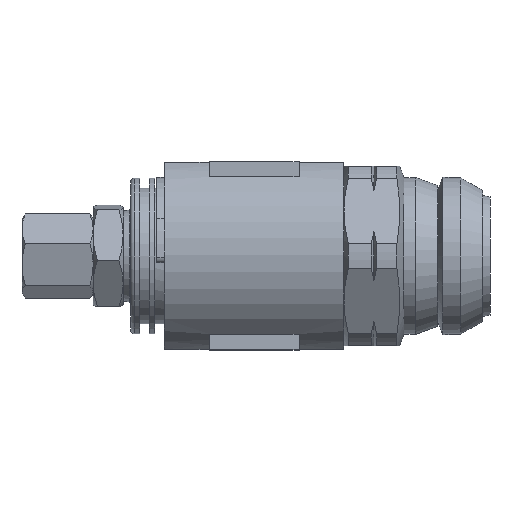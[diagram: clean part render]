
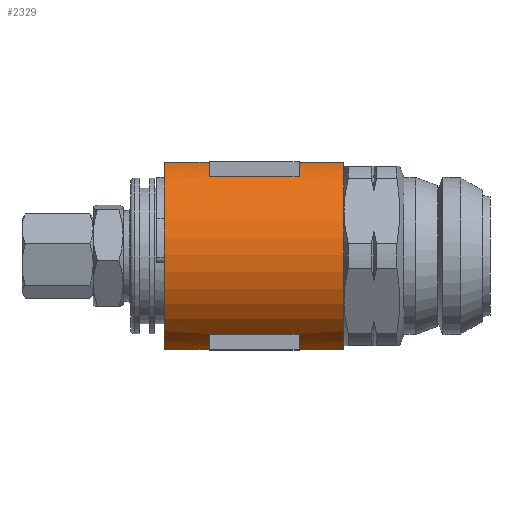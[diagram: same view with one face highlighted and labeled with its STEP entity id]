
A CAD part, left-side view. The second image highlights one B-rep face of the part: STEP entity #2329.
In plain terms, the highlighted cylindrical face has radius 13.5 mm (diameter 27 mm), a partial arc.
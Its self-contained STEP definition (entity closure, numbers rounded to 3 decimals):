
#13 = CARTESIAN_POINT ( 'NONE',  ( -5.196, 19.5, -12.46 ) ) ;
#29 = CARTESIAN_POINT ( 'NONE',  ( -5.004, 19.5, 12.538 ) ) ;
#657 = EDGE_CURVE ( 'NONE', #5855, #5856, #1794, .T. ) ;
#693 = EDGE_CURVE ( 'NONE', #5878, #5855, #1857, .T. ) ;
#696 = EDGE_CURVE ( 'NONE', #5880, #5878, #1863, .T. ) ;
#699 = EDGE_CURVE ( 'NONE', #5882, #5880, #1868, .T. ) ;
#702 = EDGE_CURVE ( 'NONE', #5884, #5882, #1874, .T. ) ;
#703 = EDGE_CURVE ( 'NONE', #3013, #5884, #1876, .T. ) ;
#708 = EDGE_CURVE ( 'NONE', #5886, #5883, #1881, .T. ) ;
#716 = EDGE_CURVE ( 'NONE', #5885, #3014, #1898, .T. ) ;
#719 = EDGE_CURVE ( 'NONE', #5893, #5885, #1900, .T. ) ;
#721 = EDGE_CURVE ( 'NONE', #5883, #5893, #1909, .T. ) ;
#722 = EDGE_CURVE ( 'NONE', #5856, #5886, #1911, .T. ) ;
#742 = AXIS2_PLACEMENT_3D ( 'NONE', #2355, #2356, #2357 ) ;
#751 = AXIS2_PLACEMENT_3D ( 'NONE', #1360, #1361, #1362 ) ;
#752 = AXIS2_PLACEMENT_3D ( 'NONE', #1373, #1374, #1375 ) ;
#753 = AXIS2_PLACEMENT_3D ( 'NONE', #1386, #1387, #1388 ) ;
#866 = AXIS2_PLACEMENT_3D ( 'NONE', #1408, #1409, #1410 ) ;
#933 = AXIS2_PLACEMENT_3D ( 'NONE', #6886, #6887, #6888 ) ;
#1352 = CARTESIAN_POINT ( 'NONE',  ( -5.004, 47.5, 12.538 ) ) ;
#1353 = DIRECTION ( 'NONE',  ( 0., -1., 0. ) ) ;
#1360 = CARTESIAN_POINT ( 'NONE',  ( 0., 25.5, 0. ) ) ;
#1361 = DIRECTION ( 'NONE',  ( 0., 1., 0. ) ) ;
#1362 = DIRECTION ( 'NONE',  ( -0.008, 0., -1. ) ) ;
#1363 = DIRECTION ( 'NONE',  ( 0., -1., 0. ) ) ;
#1365 = CARTESIAN_POINT ( 'NONE',  ( -8.419, 47.5, 10.553 ) ) ;
#1366 = DIRECTION ( 'NONE',  ( 0., -1., 0. ) ) ;
#1368 = CARTESIAN_POINT ( 'NONE',  ( -5.004, 47.5, 12.538 ) ) ;
#1373 = CARTESIAN_POINT ( 'NONE',  ( 0., 37.5, 0. ) ) ;
#1374 = DIRECTION ( 'NONE',  ( 0., -1., 0. ) ) ;
#1375 = DIRECTION ( 'NONE',  ( 0.008, 0., 1. ) ) ;
#1384 = CARTESIAN_POINT ( 'NONE',  ( -5.196, 47.5, -12.46 ) ) ;
#1386 = CARTESIAN_POINT ( 'NONE',  ( 0., 25.5, 0. ) ) ;
#1387 = DIRECTION ( 'NONE',  ( 0., 1., 0. ) ) ;
#1388 = DIRECTION ( 'NONE',  ( -0.008, 0., -1. ) ) ;
#1401 = DIRECTION ( 'NONE',  ( 0., 1., 0. ) ) ;
#1408 = CARTESIAN_POINT ( 'NONE',  ( 0., 37.5, 0. ) ) ;
#1409 = DIRECTION ( 'NONE',  ( 0., -1., 0. ) ) ;
#1410 = DIRECTION ( 'NONE',  ( 0.008, 0., 1. ) ) ;
#1411 = CARTESIAN_POINT ( 'NONE',  ( -8.58, 47.5, -10.422 ) ) ;
#1412 = DIRECTION ( 'NONE',  ( 0., 1., 0. ) ) ;
#1413 = CARTESIAN_POINT ( 'NONE',  ( -5.196, 47.5, -12.46 ) ) ;
#1414 = DIRECTION ( 'NONE',  ( 0., 1., 0. ) ) ;
#1794 = CIRCLE ( 'NONE', #742, 13.5 ) ;
#1857 = LINE ( 'NONE', #1352, #1860 ) ;
#1860 = VECTOR ( 'NONE', #1353, 1000. ) ;
#1863 = CIRCLE ( 'NONE', #751, 13.5 ) ;
#1868 = LINE ( 'NONE', #1365, #1871 ) ;
#1871 = VECTOR ( 'NONE', #1366, 1000. ) ;
#1874 = CIRCLE ( 'NONE', #752, 13.5 ) ;
#1876 = LINE ( 'NONE', #1368, #1878 ) ;
#1878 = VECTOR ( 'NONE', #1363, 1000. ) ;
#1881 = CIRCLE ( 'NONE', #753, 13.5 ) ;
#1898 = LINE ( 'NONE', #1384, #1903 ) ;
#1900 = CIRCLE ( 'NONE', #866, 13.5 ) ;
#1903 = VECTOR ( 'NONE', #1401, 1000. ) ;
#1909 = LINE ( 'NONE', #1411, #1912 ) ;
#1911 = LINE ( 'NONE', #1413, #1914 ) ;
#1912 = VECTOR ( 'NONE', #1412, 1000. ) ;
#1914 = VECTOR ( 'NONE', #1414, 1000. ) ;
#2041 = EDGE_CURVE ( 'NONE', #3014, #3013, #7858, .T. ) ;
#2329 = ADVANCED_FACE ( 'NONE', ( #5784 ), #5785, .T. ) ;
#2355 = CARTESIAN_POINT ( 'NONE',  ( 0., 19.5, 0. ) ) ;
#2356 = DIRECTION ( 'NONE',  ( 0., -1., 0. ) ) ;
#2357 = DIRECTION ( 'NONE',  ( 0.008, 0., 1. ) ) ;
#3013 = VERTEX_POINT ( 'NONE', #4903 ) ;
#3014 = VERTEX_POINT ( 'NONE', #4904 ) ;
#3492 = CARTESIAN_POINT ( 'NONE',  ( -5.004, 25.5, 12.538 ) ) ;
#3494 = CARTESIAN_POINT ( 'NONE',  ( -8.419, 25.5, 10.553 ) ) ;
#3496 = CARTESIAN_POINT ( 'NONE',  ( -8.419, 37.5, 10.553 ) ) ;
#3497 = CARTESIAN_POINT ( 'NONE',  ( -8.58, 25.5, -10.422 ) ) ;
#3498 = CARTESIAN_POINT ( 'NONE',  ( -5.004, 37.5, 12.538 ) ) ;
#3499 = CARTESIAN_POINT ( 'NONE',  ( -5.196, 37.5, -12.46 ) ) ;
#3500 = CARTESIAN_POINT ( 'NONE',  ( -5.196, 25.5, -12.46 ) ) ;
#3507 = CARTESIAN_POINT ( 'NONE',  ( -8.58, 37.5, -10.422 ) ) ;
#4599 = EDGE_LOOP ( 'NONE', ( #6415, #6416, #6417, #6418, #6419, #6420, #6421, #6422, #6423, #6424, #6425, #6426 ) ) ;
#4903 = CARTESIAN_POINT ( 'NONE',  ( -5.004, 43.5, 12.538 ) ) ;
#4904 = CARTESIAN_POINT ( 'NONE',  ( -5.196, 43.5, -12.46 ) ) ;
#5556 = AXIS2_PLACEMENT_3D ( 'NONE', #6233, #6229, #6230 ) ;
#5784 = FACE_OUTER_BOUND ( 'NONE', #4599, .T. ) ;
#5785 = CYLINDRICAL_SURFACE ( 'NONE', #5556, 13.5 ) ;
#5855 = VERTEX_POINT ( 'NONE', #29 ) ;
#5856 = VERTEX_POINT ( 'NONE', #13 ) ;
#5878 = VERTEX_POINT ( 'NONE', #3492 ) ;
#5880 = VERTEX_POINT ( 'NONE', #3494 ) ;
#5882 = VERTEX_POINT ( 'NONE', #3496 ) ;
#5883 = VERTEX_POINT ( 'NONE', #3497 ) ;
#5884 = VERTEX_POINT ( 'NONE', #3498 ) ;
#5885 = VERTEX_POINT ( 'NONE', #3499 ) ;
#5886 = VERTEX_POINT ( 'NONE', #3500 ) ;
#5893 = VERTEX_POINT ( 'NONE', #3507 ) ;
#6229 = DIRECTION ( 'NONE',  ( 0., 1., 0. ) ) ;
#6230 = DIRECTION ( 'NONE',  ( 0.008, 0., 1. ) ) ;
#6233 = CARTESIAN_POINT ( 'NONE',  ( 0., 47.5, 0. ) ) ;
#6415 = ORIENTED_EDGE ( 'NONE', *, *, #2041, .F. ) ;
#6416 = ORIENTED_EDGE ( 'NONE', *, *, #716, .F. ) ;
#6417 = ORIENTED_EDGE ( 'NONE', *, *, #719, .F. ) ;
#6418 = ORIENTED_EDGE ( 'NONE', *, *, #721, .F. ) ;
#6419 = ORIENTED_EDGE ( 'NONE', *, *, #708, .F. ) ;
#6420 = ORIENTED_EDGE ( 'NONE', *, *, #722, .F. ) ;
#6421 = ORIENTED_EDGE ( 'NONE', *, *, #657, .F. ) ;
#6422 = ORIENTED_EDGE ( 'NONE', *, *, #693, .F. ) ;
#6423 = ORIENTED_EDGE ( 'NONE', *, *, #696, .F. ) ;
#6424 = ORIENTED_EDGE ( 'NONE', *, *, #699, .F. ) ;
#6425 = ORIENTED_EDGE ( 'NONE', *, *, #702, .F. ) ;
#6426 = ORIENTED_EDGE ( 'NONE', *, *, #703, .F. ) ;
#6886 = CARTESIAN_POINT ( 'NONE',  ( 0., 43.5, 0. ) ) ;
#6887 = DIRECTION ( 'NONE',  ( 0., 1., 0. ) ) ;
#6888 = DIRECTION ( 'NONE',  ( -1., 0., 0.008 ) ) ;
#7858 = CIRCLE ( 'NONE', #933, 13.5 ) ;
